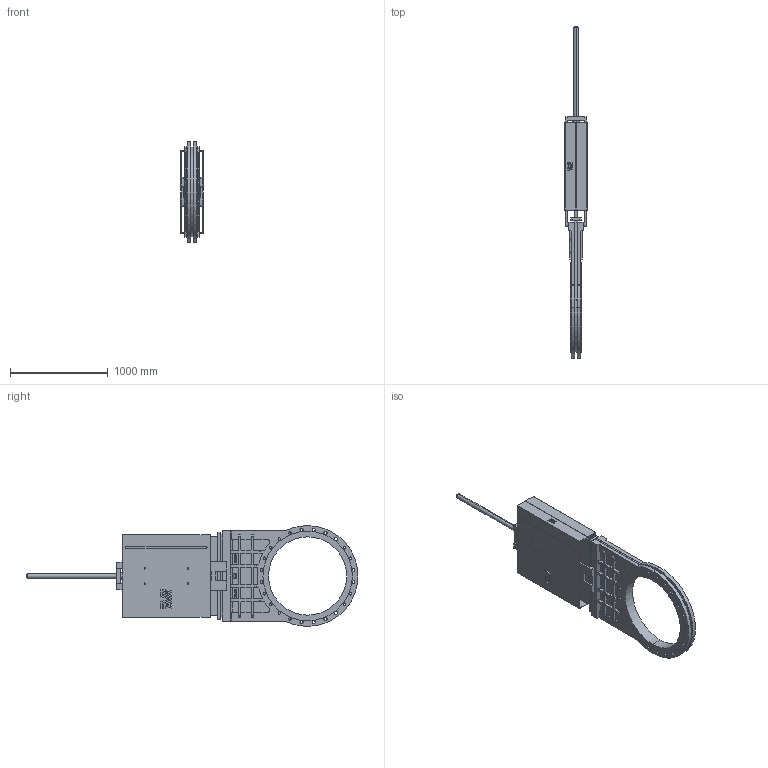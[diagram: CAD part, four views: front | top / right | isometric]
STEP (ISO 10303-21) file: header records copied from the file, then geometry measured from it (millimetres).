
FILE_DESCRIPTION (( 'STEP AP203' ), '1' );
FILE_NAME ('70280050034.STEP', '2017-04-24T07:17:44', ( '' ), ( '' ), 'SwSTEP 2.0', 'SolidWorks 2016', '' );
FILE_SCHEMA (( 'CONFIG_CONTROL_DESIGN' ));
Length unit declared in the file: millimetre
Products named in the file (1): 70280050034
Bounding box: 232 x 3396 x 1030 mm (x, y, z)
Volume: 114520871.2 mm3; surface area: 9116113.3 mm2
Topology: 1 solids, 1 shells, 1358 faces, 3805 edges, 2530 vertices
Faces by surface type: plane 743, cylinder 435, bspline 178, cone 2
Entity records: 55298 total; most frequent: CARTESIAN_POINT 20304, ORIENTED_EDGE 7610, DIRECTION 6687, EDGE_CURVE 3805, LINE 2573, VECTOR 2573, VERTEX_POINT 2530, AXIS2_PLACEMENT_3D 2057
